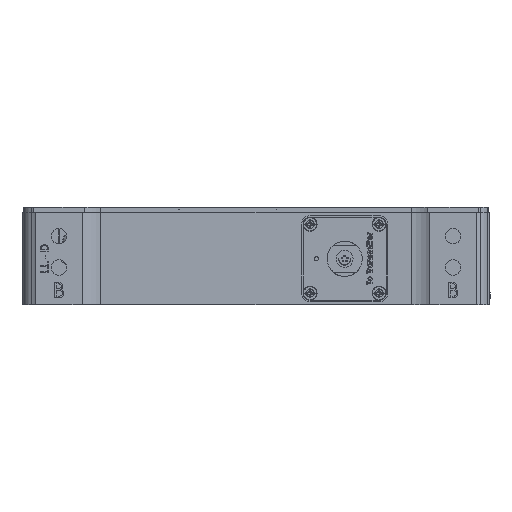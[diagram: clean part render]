
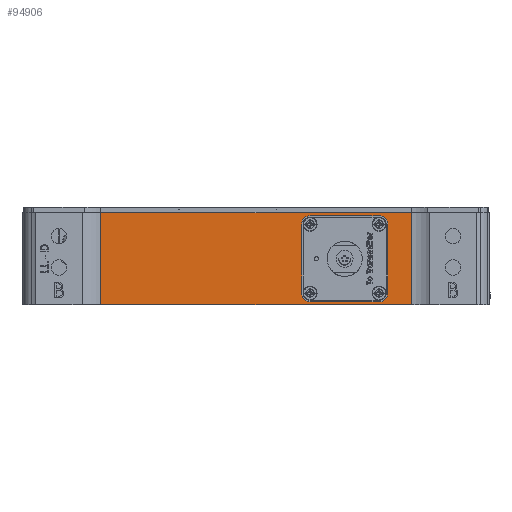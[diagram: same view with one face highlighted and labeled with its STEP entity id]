
A CAD part, left-side view. The second image highlights one B-rep face of the part: STEP entity #94906.
In plain terms, the highlighted planar face has unit normal (-1, 0, 0).
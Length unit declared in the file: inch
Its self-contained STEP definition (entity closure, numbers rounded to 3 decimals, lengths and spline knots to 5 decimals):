
#1159 = CARTESIAN_POINT ( 'NONE',  ( -2., 0.19, 2.001 ) ) ;
#2065 = ORIENTED_EDGE ( 'NONE', *, *, #95581, .F. ) ;
#2830 = ORIENTED_EDGE ( 'NONE', *, *, #68208, .F. ) ;
#4406 = VECTOR ( 'NONE', #56591, 39.37008 ) ;
#5124 = ORIENTED_EDGE ( 'NONE', *, *, #73257, .F. ) ;
#5233 = DIRECTION ( 'NONE',  ( 0., -1., 0. ) ) ;
#6476 = CARTESIAN_POINT ( 'NONE',  ( -2., 1.5, -1.263 ) ) ;
#6855 = CARTESIAN_POINT ( 'NONE',  ( -2., 1.45, 2.141 ) ) ;
#8177 = VERTEX_POINT ( 'NONE', #84797 ) ;
#8535 = CIRCLE ( 'NONE', #47906, 0.14 ) ;
#9874 = EDGE_CURVE ( 'NONE', #8177, #84355, #95900, .T. ) ;
#9976 = LINE ( 'NONE', #69197, #28400 ) ;
#12158 = LINE ( 'NONE', #83561, #33069 ) ;
#12318 = ORIENTED_EDGE ( 'NONE', *, *, #34021, .F. ) ;
#12405 = CARTESIAN_POINT ( 'NONE',  ( -2., 0., 3.787 ) ) ;
#13478 = CIRCLE ( 'NONE', #83132, 0.14 ) ;
#13608 = CARTESIAN_POINT ( 'NONE',  ( -2., 1.45, 2.141 ) ) ;
#14587 = DIRECTION ( 'NONE',  ( 0., -1., 0. ) ) ;
#14600 = DIRECTION ( 'NONE',  ( -1., 0., 0. ) ) ;
#14720 = EDGE_CURVE ( 'NONE', #61668, #101249, #18933, .T. ) ;
#18933 = LINE ( 'NONE', #13608, #37393 ) ;
#20201 = CARTESIAN_POINT ( 'NONE',  ( -2., 0., -1.263 ) ) ;
#21462 = CARTESIAN_POINT ( 'NONE',  ( -2., 1.45, 3.261 ) ) ;
#22226 = LINE ( 'NONE', #96587, #82471 ) ;
#22249 = DIRECTION ( 'NONE',  ( 0., 0., -1. ) ) ;
#24784 = CARTESIAN_POINT ( 'NONE',  ( -2., 1.31, 3.261 ) ) ;
#25404 = VERTEX_POINT ( 'NONE', #95883 ) ;
#25531 = VERTEX_POINT ( 'NONE', #20201 ) ;
#27238 = EDGE_CURVE ( 'NONE', #37504, #66296, #97516, .T. ) ;
#27322 = DIRECTION ( 'NONE',  ( -1., 0., 0. ) ) ;
#28400 = VECTOR ( 'NONE', #14587, 39.37008 ) ;
#29657 = VERTEX_POINT ( 'NONE', #96057 ) ;
#31963 = VERTEX_POINT ( 'NONE', #89728 ) ;
#32703 = DIRECTION ( 'NONE',  ( 0., 0., -1. ) ) ;
#32826 = CARTESIAN_POINT ( 'NONE',  ( -2., 0.19, 3.401 ) ) ;
#33069 = VECTOR ( 'NONE', #5233, 39.37008 ) ;
#33393 = ORIENTED_EDGE ( 'NONE', *, *, #69098, .T. ) ;
#33664 = DIRECTION ( 'NONE',  ( 0., -1., 0. ) ) ;
#34021 = EDGE_CURVE ( 'NONE', #84355, #29657, #13478, .T. ) ;
#34449 = FACE_BOUND ( 'NONE', #40346, .T. ) ;
#35597 = ORIENTED_EDGE ( 'NONE', *, *, #9874, .F. ) ;
#35726 = ORIENTED_EDGE ( 'NONE', *, *, #27238, .F. ) ;
#37393 = VECTOR ( 'NONE', #60662, 39.37008 ) ;
#37504 = VERTEX_POINT ( 'NONE', #67521 ) ;
#39360 = ORIENTED_EDGE ( 'NONE', *, *, #63078, .F. ) ;
#40346 = EDGE_LOOP ( 'NONE', ( #60732, #2830, #5124, #12318, #35597, #2065, #89177, #94937 ) ) ;
#40733 = DIRECTION ( 'NONE',  ( 0., 1., 0. ) ) ;
#44114 = DIRECTION ( 'NONE',  ( -1., 0., 0. ) ) ;
#46229 = LINE ( 'NONE', #48715, #4406 ) ;
#47906 = AXIS2_PLACEMENT_3D ( 'NONE', #61650, #14600, #69548 ) ;
#48715 = CARTESIAN_POINT ( 'NONE',  ( -2., 0.05, 2.141 ) ) ;
#49521 = DIRECTION ( 'NONE',  ( 0., 0., 1. ) ) ;
#52391 = EDGE_CURVE ( 'NONE', #37504, #25531, #9976, .T. ) ;
#52914 = FACE_OUTER_BOUND ( 'NONE', #98383, .T. ) ;
#53251 = CARTESIAN_POINT ( 'NONE',  ( -2., 1.31, 3.401 ) ) ;
#56591 = DIRECTION ( 'NONE',  ( 0., 0., 1. ) ) ;
#60080 = CARTESIAN_POINT ( 'NONE',  ( -2., 1.5, 3.787 ) ) ;
#60662 = DIRECTION ( 'NONE',  ( 0., 0., -1. ) ) ;
#60732 = ORIENTED_EDGE ( 'NONE', *, *, #79132, .F. ) ;
#61650 = CARTESIAN_POINT ( 'NONE',  ( -2., 1.31, 2.141 ) ) ;
#61668 = VERTEX_POINT ( 'NONE', #21462 ) ;
#62210 = VECTOR ( 'NONE', #40733, 39.37008 ) ;
#63078 = EDGE_CURVE ( 'NONE', #66296, #94299, #12158, .T. ) ;
#66296 = VERTEX_POINT ( 'NONE', #60080 ) ;
#67521 = CARTESIAN_POINT ( 'NONE',  ( -2., 1.5, -1.263 ) ) ;
#68208 = EDGE_CURVE ( 'NONE', #25404, #31963, #97381, .T. ) ;
#69098 = EDGE_CURVE ( 'NONE', #25531, #94299, #22226, .T. ) ;
#69197 = CARTESIAN_POINT ( 'NONE',  ( -2., 1.5, -1.263 ) ) ;
#69318 = PLANE ( 'NONE',  #93965 ) ;
#69548 = DIRECTION ( 'NONE',  ( 0., 0., -1. ) ) ;
#73257 = EDGE_CURVE ( 'NONE', #29657, #25404, #46229, .T. ) ;
#74102 = VECTOR ( 'NONE', #92332, 39.37008 ) ;
#74378 = CARTESIAN_POINT ( 'NONE',  ( -2., 0.19, 3.261 ) ) ;
#74656 = AXIS2_PLACEMENT_3D ( 'NONE', #24784, #79770, #32703 ) ;
#74965 = VECTOR ( 'NONE', #33664, 39.37008 ) ;
#79132 = EDGE_CURVE ( 'NONE', #31963, #87886, #83122, .T. ) ;
#79770 = DIRECTION ( 'NONE',  ( -1., 0., 0. ) ) ;
#82308 = DIRECTION ( 'NONE',  ( 0., 0., 1. ) ) ;
#82471 = VECTOR ( 'NONE', #49521, 39.37008 ) ;
#83122 = LINE ( 'NONE', #32826, #62210 ) ;
#83132 = AXIS2_PLACEMENT_3D ( 'NONE', #91197, #44114, #99100 ) ;
#83561 = CARTESIAN_POINT ( 'NONE',  ( -2., 1.5, 3.787 ) ) ;
#84355 = VERTEX_POINT ( 'NONE', #1159 ) ;
#84415 = CARTESIAN_POINT ( 'NONE',  ( -2., 1.5, -1.263 ) ) ;
#84797 = CARTESIAN_POINT ( 'NONE',  ( -2., 1.31, 2.001 ) ) ;
#86607 = ORIENTED_EDGE ( 'NONE', *, *, #52391, .T. ) ;
#87886 = VERTEX_POINT ( 'NONE', #53251 ) ;
#88672 = CARTESIAN_POINT ( 'NONE',  ( -2., 0.19, 2.001 ) ) ;
#89177 = ORIENTED_EDGE ( 'NONE', *, *, #14720, .F. ) ;
#89636 = CIRCLE ( 'NONE', #74656, 0.14 ) ;
#89728 = CARTESIAN_POINT ( 'NONE',  ( -2., 0.19, 3.401 ) ) ;
#91197 = CARTESIAN_POINT ( 'NONE',  ( -2., 0.19, 2.141 ) ) ;
#91223 = EDGE_CURVE ( 'NONE', #87886, #61668, #89636, .T. ) ;
#92022 = AXIS2_PLACEMENT_3D ( 'NONE', #74378, #27322, #82308 ) ;
#92332 = DIRECTION ( 'NONE',  ( 0., 0., 1. ) ) ;
#93965 = AXIS2_PLACEMENT_3D ( 'NONE', #6476, #100614, #22249 ) ;
#94299 = VERTEX_POINT ( 'NONE', #12405 ) ;
#94906 = ADVANCED_FACE ( 'NONE', ( #34449, #52914 ), #69318, .F. ) ;
#94937 = ORIENTED_EDGE ( 'NONE', *, *, #91223, .F. ) ;
#95581 = EDGE_CURVE ( 'NONE', #101249, #8177, #8535, .T. ) ;
#95883 = CARTESIAN_POINT ( 'NONE',  ( -2., 0.05, 3.261 ) ) ;
#95900 = LINE ( 'NONE', #88672, #74965 ) ;
#96057 = CARTESIAN_POINT ( 'NONE',  ( -2., 0.05, 2.141 ) ) ;
#96587 = CARTESIAN_POINT ( 'NONE',  ( -2., 0., -1.263 ) ) ;
#97381 = CIRCLE ( 'NONE', #92022, 0.14 ) ;
#97516 = LINE ( 'NONE', #84415, #74102 ) ;
#98383 = EDGE_LOOP ( 'NONE', ( #33393, #39360, #35726, #86607 ) ) ;
#99100 = DIRECTION ( 'NONE',  ( 0., 0., -1. ) ) ;
#100614 = DIRECTION ( 'NONE',  ( 1., 0., 0. ) ) ;
#101249 = VERTEX_POINT ( 'NONE', #6855 ) ;
